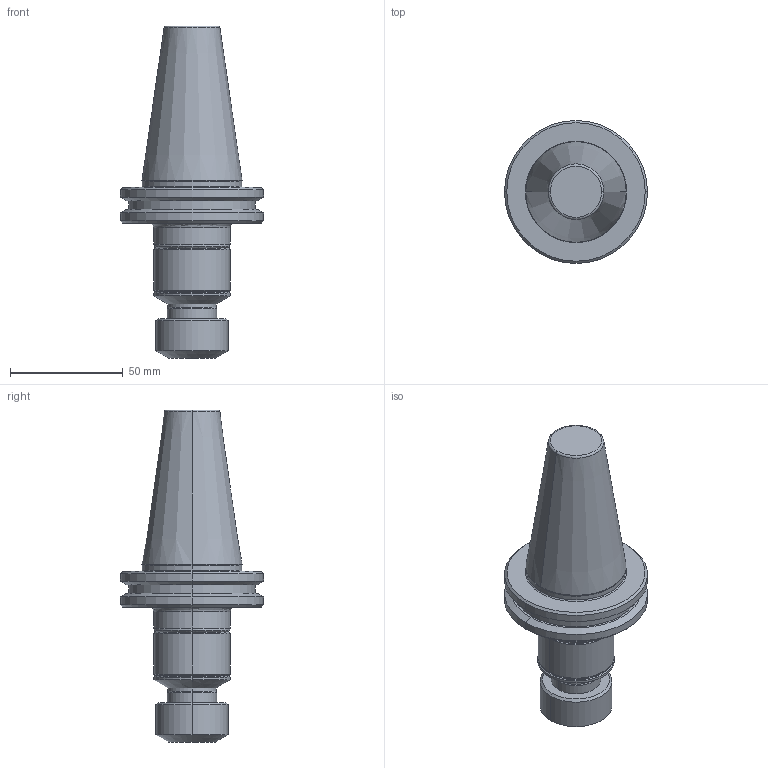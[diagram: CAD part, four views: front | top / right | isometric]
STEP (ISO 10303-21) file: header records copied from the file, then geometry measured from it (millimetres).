
FILE_DESCRIPTION (( 'STEP AP203' ), '1' );
FILE_NAME ('SK 40 ER 16 079 AD+B MLC.STEP', '2019-05-06T10:13:50', ( '' ), ( '' ), 'SwSTEP 2.0', 'SolidWorks 2014', '' );
FILE_SCHEMA (( 'CONFIG_CONTROL_DESIGN' ));
Length unit declared in the file: millimetre
Products named in the file (1): SK 40 ER 16 079 AD+B MLC
Bounding box: 63.5 x 63.5 x 147.4 mm (x, y, z)
Volume: 163985 mm3; surface area: 24179.1 mm2
Topology: 2 solids, 2 shells, 71 faces, 146 edges, 86 vertices
Faces by surface type: cone 26, cylinder 24, plane 11, bspline 6, torus 4
Entity records: 2089 total; most frequent: CARTESIAN_POINT 460, DIRECTION 370, ORIENTED_EDGE 292, AXIS2_PLACEMENT_3D 160, EDGE_CURVE 146, CIRCLE 94, VERTEX_POINT 86, EDGE_LOOP 80
